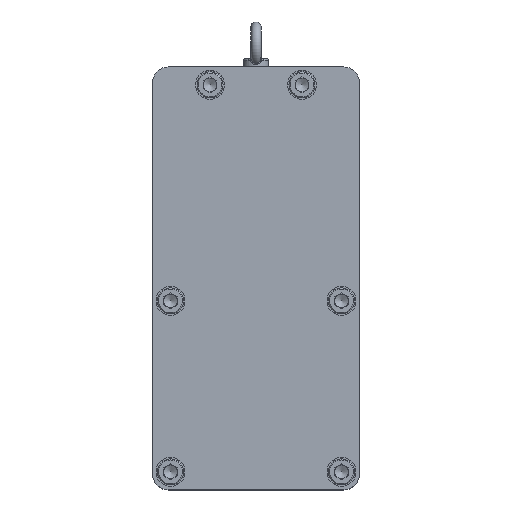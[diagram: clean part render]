
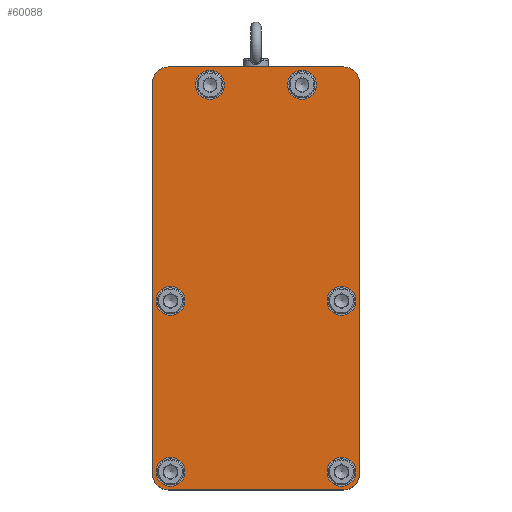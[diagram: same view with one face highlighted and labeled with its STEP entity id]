
A CAD part, top view. The second image highlights one B-rep face of the part: STEP entity #60088.
In plain terms, the highlighted planar face has unit normal (0, 0, 1).
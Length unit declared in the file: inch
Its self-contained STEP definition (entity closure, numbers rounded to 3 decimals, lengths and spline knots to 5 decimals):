
#592 = CIRCLE ( 'NONE', #54290, 0.7874 ) ;
#1408 = EDGE_CURVE ( 'NONE', #45408, #44050, #24608, .T. ) ;
#1422 = DIRECTION ( 'NONE',  ( 1., 0., 0. ) ) ;
#3424 = FACE_BOUND ( 'NONE', #39974, .T. ) ;
#3464 = EDGE_CURVE ( 'NONE', #34375, #23296, #48593, .T. ) ;
#4996 = CIRCLE ( 'NONE', #30207, 0.7874 ) ;
#6245 = EDGE_LOOP ( 'NONE', ( #43908, #6473, #66770, #19283, #62849, #51865, #62213, #56179 ) ) ;
#6473 = ORIENTED_EDGE ( 'NONE', *, *, #3464, .T. ) ;
#6935 = EDGE_CURVE ( 'NONE', #31971, #23296, #67089, .T. ) ;
#7952 = CARTESIAN_POINT ( 'NONE',  ( -4.775, -5.625, 16.1418 ) ) ;
#7972 = AXIS2_PLACEMENT_3D ( 'NONE', #57537, #34969, #46779 ) ;
#8211 = EDGE_CURVE ( 'NONE', #34375, #44050, #36601, .T. ) ;
#8299 = VERTEX_POINT ( 'NONE', #46299 ) ;
#9044 = DIRECTION ( 'NONE',  ( 0., 0., 1. ) ) ;
#10276 = CARTESIAN_POINT ( 'NONE',  ( -4.65, -4.65, 16.1418 ) ) ;
#10685 = EDGE_CURVE ( 'NONE', #16919, #67529, #58854, .T. ) ;
#10836 = AXIS2_PLACEMENT_3D ( 'NONE', #57557, #18863, #35336 ) ;
#11666 = CARTESIAN_POINT ( 'NONE',  ( -3.8626, -4.65, 16.1418 ) ) ;
#15755 = DIRECTION ( 'NONE',  ( -1., 0., 0. ) ) ;
#15829 = DIRECTION ( 'NONE',  ( 0., -1., 0. ) ) ;
#16919 = VERTEX_POINT ( 'NONE', #37306 ) ;
#17358 = CARTESIAN_POINT ( 'NONE',  ( 2.5, 16.4, 16.1418 ) ) ;
#18276 = VECTOR ( 'NONE', #15829, 39.37008 ) ;
#18863 = DIRECTION ( 'NONE',  ( 0., 0., 1. ) ) ;
#19192 = EDGE_CURVE ( 'NONE', #8299, #8299, #4996, .T. ) ;
#19283 = ORIENTED_EDGE ( 'NONE', *, *, #53394, .T. ) ;
#20284 = CIRCLE ( 'NONE', #70651, 0.7874 ) ;
#20918 = EDGE_LOOP ( 'NONE', ( #48677 ) ) ;
#21038 = CARTESIAN_POINT ( 'NONE',  ( -5.625, 16.525, 16.1418 ) ) ;
#22031 = DIRECTION ( 'NONE',  ( 0., 0., 1. ) ) ;
#22454 = DIRECTION ( 'NONE',  ( 1., 0., 0. ) ) ;
#23296 = VERTEX_POINT ( 'NONE', #7952 ) ;
#23630 = CARTESIAN_POINT ( 'NONE',  ( -1.7126, 16.4, 16.1418 ) ) ;
#23809 = CARTESIAN_POINT ( 'NONE',  ( 3.2874, 16.4, 16.1418 ) ) ;
#24223 = FACE_BOUND ( 'NONE', #60456, .T. ) ;
#24608 = CIRCLE ( 'NONE', #38323, 0.85 ) ;
#24765 = CARTESIAN_POINT ( 'NONE',  ( 4.775, 16.525, 16.1418 ) ) ;
#26441 = VECTOR ( 'NONE', #15755, 39.37008 ) ;
#26545 = ORIENTED_EDGE ( 'NONE', *, *, #45720, .F. ) ;
#26835 = VERTEX_POINT ( 'NONE', #32652 ) ;
#27080 = EDGE_CURVE ( 'NONE', #45408, #26835, #65490, .T. ) ;
#28196 = DIRECTION ( 'NONE',  ( 1., 0., 0. ) ) ;
#29533 = CARTESIAN_POINT ( 'NONE',  ( 5.4374, -4.65, 16.1418 ) ) ;
#29576 = FACE_BOUND ( 'NONE', #20918, .T. ) ;
#29945 = AXIS2_PLACEMENT_3D ( 'NONE', #31582, #9044, #36633 ) ;
#30207 = AXIS2_PLACEMENT_3D ( 'NONE', #43677, #66959, #1422 ) ;
#30307 = DIRECTION ( 'NONE',  ( 1., 0., 0. ) ) ;
#30578 = EDGE_CURVE ( 'NONE', #54460, #54460, #20284, .T. ) ;
#30973 = FACE_BOUND ( 'NONE', #69462, .T. ) ;
#31515 = EDGE_CURVE ( 'NONE', #16919, #26835, #36468, .T. ) ;
#31582 = CARTESIAN_POINT ( 'NONE',  ( 4.775, -4.775, 16.1418 ) ) ;
#31971 = VERTEX_POINT ( 'NONE', #64757 ) ;
#32282 = ORIENTED_EDGE ( 'NONE', *, *, #30578, .F. ) ;
#32542 = CARTESIAN_POINT ( 'NONE',  ( -4.775, -4.775, 16.1418 ) ) ;
#32652 = CARTESIAN_POINT ( 'NONE',  ( 4.775, 17.375, 16.1418 ) ) ;
#33734 = EDGE_CURVE ( 'NONE', #46557, #46557, #61988, .T. ) ;
#34375 = VERTEX_POINT ( 'NONE', #61913 ) ;
#34969 = DIRECTION ( 'NONE',  ( 0., 0., -1. ) ) ;
#35327 = CARTESIAN_POINT ( 'NONE',  ( -4.65, 4.65, 16.1418 ) ) ;
#35336 = DIRECTION ( 'NONE',  ( 1., 0., 0. ) ) ;
#35691 = DIRECTION ( 'NONE',  ( 0., 0., 1. ) ) ;
#36305 = AXIS2_PLACEMENT_3D ( 'NONE', #24765, #46631, #63107 ) ;
#36468 = CIRCLE ( 'NONE', #36305, 0.85 ) ;
#36601 = LINE ( 'NONE', #42319, #54758 ) ;
#36633 = DIRECTION ( 'NONE',  ( -1., 0., 0. ) ) ;
#36964 = DIRECTION ( 'NONE',  ( 0., 1., 0. ) ) ;
#37306 = CARTESIAN_POINT ( 'NONE',  ( 5.625, 16.525, 16.1418 ) ) ;
#37450 = ORIENTED_EDGE ( 'NONE', *, *, #33734, .F. ) ;
#38282 = DIRECTION ( 'NONE',  ( 0., 0., 1. ) ) ;
#38323 = AXIS2_PLACEMENT_3D ( 'NONE', #57089, #61399, #40278 ) ;
#39974 = EDGE_LOOP ( 'NONE', ( #70554 ) ) ;
#40278 = DIRECTION ( 'NONE',  ( -1., 0., 0. ) ) ;
#41767 = FACE_OUTER_BOUND ( 'NONE', #6245, .T. ) ;
#42017 = CARTESIAN_POINT ( 'NONE',  ( 5.625, -4.775, 16.1418 ) ) ;
#42319 = CARTESIAN_POINT ( 'NONE',  ( -5.625, 17.375, 16.1418 ) ) ;
#43010 = CARTESIAN_POINT ( 'NONE',  ( 5.625, -5.625, 16.1418 ) ) ;
#43677 = CARTESIAN_POINT ( 'NONE',  ( 4.65, 4.65, 16.1418 ) ) ;
#43780 = EDGE_LOOP ( 'NONE', ( #37450 ) ) ;
#43908 = ORIENTED_EDGE ( 'NONE', *, *, #8211, .F. ) ;
#43984 = CARTESIAN_POINT ( 'NONE',  ( -4.775, 17.375, 16.1418 ) ) ;
#43994 = CARTESIAN_POINT ( 'NONE',  ( 5.625, 17.375, 16.1418 ) ) ;
#44050 = VERTEX_POINT ( 'NONE', #21038 ) ;
#45408 = VERTEX_POINT ( 'NONE', #43984 ) ;
#45536 = EDGE_CURVE ( 'NONE', #61800, #61800, #52004, .T. ) ;
#45720 = EDGE_CURVE ( 'NONE', #55370, #55370, #592, .T. ) ;
#46299 = CARTESIAN_POINT ( 'NONE',  ( 5.4374, 4.65, 16.1418 ) ) ;
#46557 = VERTEX_POINT ( 'NONE', #23630 ) ;
#46631 = DIRECTION ( 'NONE',  ( 0., 0., 1. ) ) ;
#46779 = DIRECTION ( 'NONE',  ( -1., 0., 0. ) ) ;
#47105 = DIRECTION ( 'NONE',  ( 1., 0., 0. ) ) ;
#47141 = PLANE ( 'NONE',  #7972 ) ;
#48213 = EDGE_CURVE ( 'NONE', #60732, #60732, #55770, .T. ) ;
#48593 = CIRCLE ( 'NONE', #61177, 0.85 ) ;
#48677 = ORIENTED_EDGE ( 'NONE', *, *, #48213, .F. ) ;
#49039 = ORIENTED_EDGE ( 'NONE', *, *, #19192, .F. ) ;
#51865 = ORIENTED_EDGE ( 'NONE', *, *, #31515, .T. ) ;
#52004 = CIRCLE ( 'NONE', #10836, 0.7874 ) ;
#52333 = AXIS2_PLACEMENT_3D ( 'NONE', #10276, #53989, #22454 ) ;
#53394 = EDGE_CURVE ( 'NONE', #31971, #67529, #55105, .T. ) ;
#53798 = VECTOR ( 'NONE', #28196, 39.37008 ) ;
#53989 = DIRECTION ( 'NONE',  ( 0., 0., 1. ) ) ;
#54290 = AXIS2_PLACEMENT_3D ( 'NONE', #17358, #22031, #61420 ) ;
#54460 = VERTEX_POINT ( 'NONE', #61258 ) ;
#54758 = VECTOR ( 'NONE', #36964, 39.37008 ) ;
#55105 = CIRCLE ( 'NONE', #29945, 0.85 ) ;
#55370 = VERTEX_POINT ( 'NONE', #23809 ) ;
#55770 = CIRCLE ( 'NONE', #52333, 0.7874 ) ;
#56179 = ORIENTED_EDGE ( 'NONE', *, *, #1408, .T. ) ;
#57089 = CARTESIAN_POINT ( 'NONE',  ( -4.775, 16.525, 16.1418 ) ) ;
#57537 = CARTESIAN_POINT ( 'NONE',  ( 0., 0., 16.1418 ) ) ;
#57557 = CARTESIAN_POINT ( 'NONE',  ( 4.65, -4.65, 16.1418 ) ) ;
#57870 = FACE_BOUND ( 'NONE', #43780, .T. ) ;
#58204 = FACE_BOUND ( 'NONE', #67446, .T. ) ;
#58854 = LINE ( 'NONE', #69611, #18276 ) ;
#60088 = ADVANCED_FACE ( 'NONE', ( #29576, #57870, #30973, #3424, #58204, #24223, #41767 ), #47141, .F. ) ;
#60456 = EDGE_LOOP ( 'NONE', ( #32282 ) ) ;
#60732 = VERTEX_POINT ( 'NONE', #11666 ) ;
#61177 = AXIS2_PLACEMENT_3D ( 'NONE', #32542, #38282, #69827 ) ;
#61258 = CARTESIAN_POINT ( 'NONE',  ( -3.8626, 4.65, 16.1418 ) ) ;
#61399 = DIRECTION ( 'NONE',  ( 0., 0., 1. ) ) ;
#61420 = DIRECTION ( 'NONE',  ( 1., 0., 0. ) ) ;
#61800 = VERTEX_POINT ( 'NONE', #29533 ) ;
#61913 = CARTESIAN_POINT ( 'NONE',  ( -5.625, -4.775, 16.1418 ) ) ;
#61988 = CIRCLE ( 'NONE', #68833, 0.7874 ) ;
#62213 = ORIENTED_EDGE ( 'NONE', *, *, #27080, .F. ) ;
#62849 = ORIENTED_EDGE ( 'NONE', *, *, #10685, .F. ) ;
#63107 = DIRECTION ( 'NONE',  ( -1., 0., 0. ) ) ;
#63228 = DIRECTION ( 'NONE',  ( 0., 0., 1. ) ) ;
#63564 = CARTESIAN_POINT ( 'NONE',  ( -2.5, 16.4, 16.1418 ) ) ;
#64757 = CARTESIAN_POINT ( 'NONE',  ( 4.775, -5.625, 16.1418 ) ) ;
#65490 = LINE ( 'NONE', #43994, #53798 ) ;
#66770 = ORIENTED_EDGE ( 'NONE', *, *, #6935, .F. ) ;
#66959 = DIRECTION ( 'NONE',  ( 0., 0., 1. ) ) ;
#67089 = LINE ( 'NONE', #43010, #26441 ) ;
#67446 = EDGE_LOOP ( 'NONE', ( #49039 ) ) ;
#67529 = VERTEX_POINT ( 'NONE', #42017 ) ;
#68833 = AXIS2_PLACEMENT_3D ( 'NONE', #63564, #63228, #47105 ) ;
#69462 = EDGE_LOOP ( 'NONE', ( #26545 ) ) ;
#69611 = CARTESIAN_POINT ( 'NONE',  ( 5.625, 17.375, 16.1418 ) ) ;
#69827 = DIRECTION ( 'NONE',  ( -1., 0., 0. ) ) ;
#70554 = ORIENTED_EDGE ( 'NONE', *, *, #45536, .F. ) ;
#70651 = AXIS2_PLACEMENT_3D ( 'NONE', #35327, #35691, #30307 ) ;
